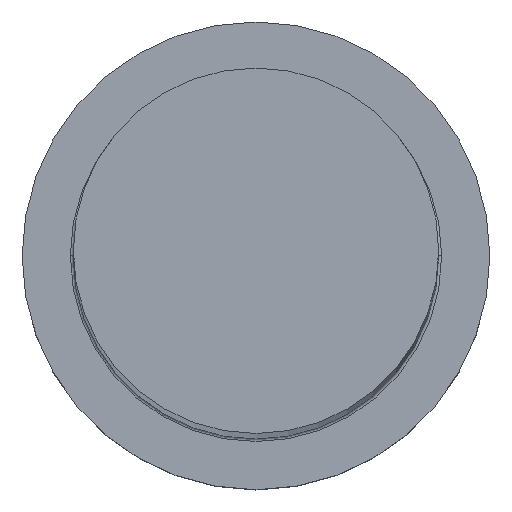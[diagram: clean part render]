
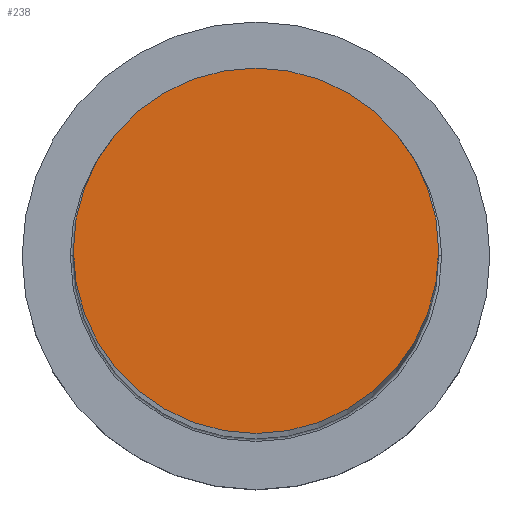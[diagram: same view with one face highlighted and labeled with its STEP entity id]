
A CAD part, top view. The second image highlights one B-rep face of the part: STEP entity #238.
In plain terms, the highlighted planar face has unit normal (0, 0, 1).
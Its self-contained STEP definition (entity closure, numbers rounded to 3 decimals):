
#4 = CIRCLE ( 'NONE', #45, 12.5 ) ;
#7 = DIRECTION ( 'NONE',  ( 1., 0., 0. ) ) ;
#27 = CARTESIAN_POINT ( 'NONE',  ( 0., 0., 210. ) ) ;
#44 = CARTESIAN_POINT ( 'NONE',  ( 0., 0., 210. ) ) ;
#45 = AXIS2_PLACEMENT_3D ( 'NONE', #44, #260, #279 ) ;
#52 = CARTESIAN_POINT ( 'NONE',  ( 12.5, 0., 210. ) ) ;
#66 = EDGE_CURVE ( 'NONE', #295, #203, #4, .T. ) ;
#78 = FACE_OUTER_BOUND ( 'NONE', #236, .T. ) ;
#98 = CARTESIAN_POINT ( 'NONE',  ( 0., 0., 210. ) ) ;
#118 = DIRECTION ( 'NONE',  ( 1., 0., 0. ) ) ;
#126 = DIRECTION ( 'NONE',  ( 0., 0., 1. ) ) ;
#130 = ORIENTED_EDGE ( 'NONE', *, *, #177, .T. ) ;
#177 = EDGE_CURVE ( 'NONE', #203, #295, #274, .T. ) ;
#196 = DIRECTION ( 'NONE',  ( 0., 0., 1. ) ) ;
#203 = VERTEX_POINT ( 'NONE', #52 ) ;
#211 = AXIS2_PLACEMENT_3D ( 'NONE', #98, #196, #7 ) ;
#219 = CARTESIAN_POINT ( 'NONE',  ( -12.5, 0., 210. ) ) ;
#220 = AXIS2_PLACEMENT_3D ( 'NONE', #27, #126, #118 ) ;
#236 = EDGE_LOOP ( 'NONE', ( #299, #130 ) ) ;
#238 = ADVANCED_FACE ( 'NONE', ( #78 ), #242, .T. ) ;
#242 = PLANE ( 'NONE',  #211 ) ;
#260 = DIRECTION ( 'NONE',  ( 0., 0., 1. ) ) ;
#274 = CIRCLE ( 'NONE', #220, 12.5 ) ;
#279 = DIRECTION ( 'NONE',  ( 1., 0., 0. ) ) ;
#295 = VERTEX_POINT ( 'NONE', #219 ) ;
#299 = ORIENTED_EDGE ( 'NONE', *, *, #66, .T. ) ;
